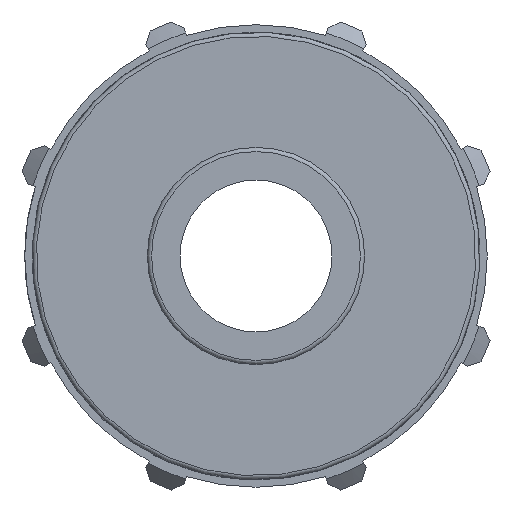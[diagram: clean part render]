
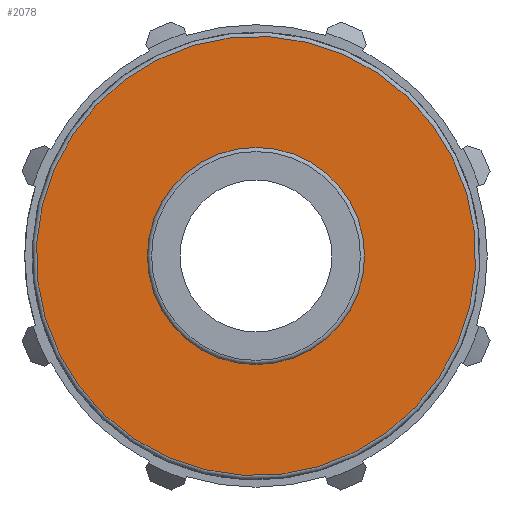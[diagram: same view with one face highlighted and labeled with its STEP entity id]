
A CAD part, left-side view. The second image highlights one B-rep face of the part: STEP entity #2078.
In plain terms, the highlighted planar face has unit normal (-1, 0, 0).
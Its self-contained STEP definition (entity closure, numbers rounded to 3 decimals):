
#404=PLANE('',#2234);
#471=FACE_BOUND('',#637,.T.);
#508=FACE_OUTER_BOUND('',#636,.T.);
#636=EDGE_LOOP('',(#1440));
#637=EDGE_LOOP('',(#1441));
#747=CIRCLE('',#2180,10.478);
#780=CIRCLE('',#2233,21.2);
#841=VERTEX_POINT('',#2963);
#904=VERTEX_POINT('',#3343);
#1043=EDGE_CURVE('',#841,#841,#747,.T.);
#1124=EDGE_CURVE('',#904,#904,#780,.T.);
#1440=ORIENTED_EDGE('',*,*,#1124,.F.);
#1441=ORIENTED_EDGE('',*,*,#1043,.T.);
#2078=ADVANCED_FACE('',(#508,#471),#404,.T.);
#2180=AXIS2_PLACEMENT_3D('',#2964,#2399,#2400);
#2233=AXIS2_PLACEMENT_3D('',#3344,#2529,#2530);
#2234=AXIS2_PLACEMENT_3D('',#3345,#2531,#2532);
#2399=DIRECTION('center_axis',(1.,0.,0.));
#2400=DIRECTION('ref_axis',(0.,0.,-1.));
#2529=DIRECTION('center_axis',(1.,0.,0.));
#2530=DIRECTION('ref_axis',(0.,-0.552,0.834));
#2531=DIRECTION('center_axis',(-1.,0.,0.));
#2532=DIRECTION('ref_axis',(0.,0.,1.));
#2963=CARTESIAN_POINT('',(17.,10.478,0.));
#2964=CARTESIAN_POINT('Origin',(17.,0.,0.));
#3343=CARTESIAN_POINT('',(17.,11.696,-17.681));
#3344=CARTESIAN_POINT('Origin',(17.,0.,0.));
#3345=CARTESIAN_POINT('Origin',(17.,21.6,0.));
